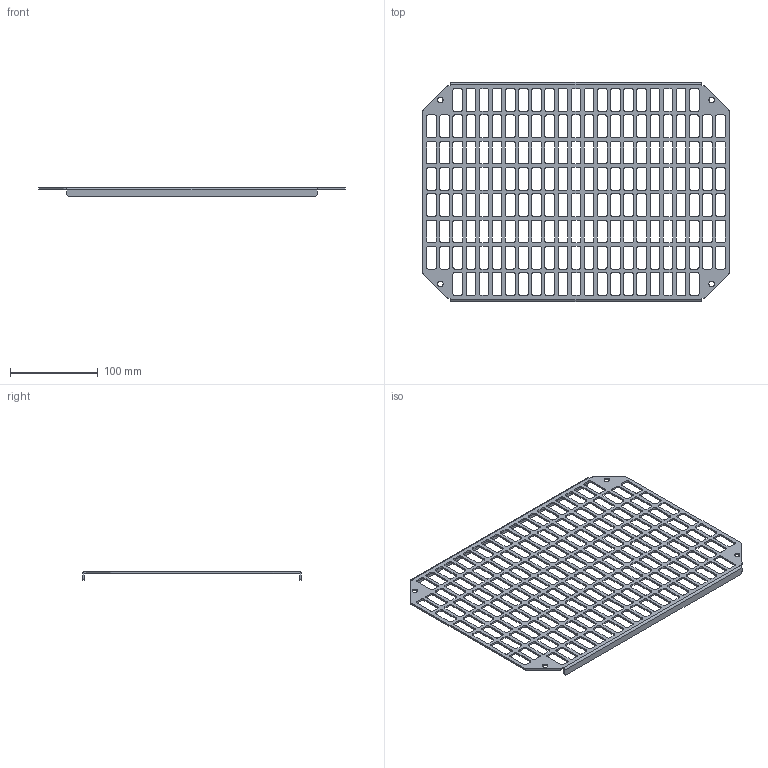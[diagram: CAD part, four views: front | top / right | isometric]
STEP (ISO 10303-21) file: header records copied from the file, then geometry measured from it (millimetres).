
FILE_DESCRIPTION (( 'STEP AP203' ), '1' );
FILE_NAME ('MPP 4030.STEP', '2021-12-08T11:18:58', ( '' ), ( '' ), 'SwSTEP 2.0', 'SolidWorks 2020', '' );
FILE_SCHEMA (( 'CONFIG_CONTROL_DESIGN' ));
Length unit declared in the file: millimetre
Products named in the file (1): MPP 4030
Bounding box: 350 x 250 x 10 mm (x, y, z)
Volume: 79523.1 mm3; surface area: 106838.7 mm2
Topology: 1 solids, 1 shells, 1454 faces, 4356 edges, 2904 vertices
Faces by surface type: cylinder 728, plane 726
Entity records: 50193 total; most frequent: DIRECTION 8722, CARTESIAN_POINT 8715, ORIENTED_EDGE 8712, EDGE_CURVE 4356, AXIS2_PLACEMENT_3D 2911, VERTEX_POINT 2904, VECTOR 2900, LINE 2900
